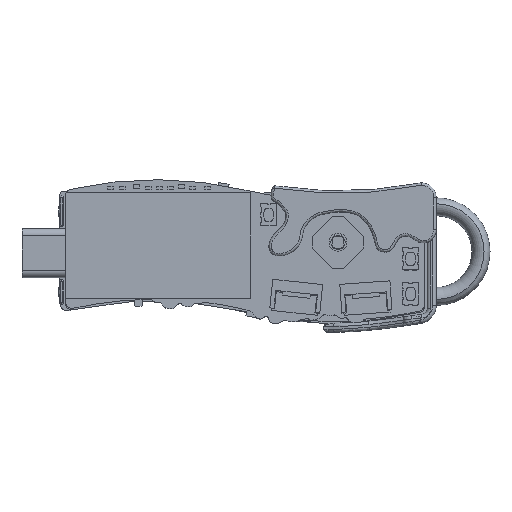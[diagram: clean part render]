
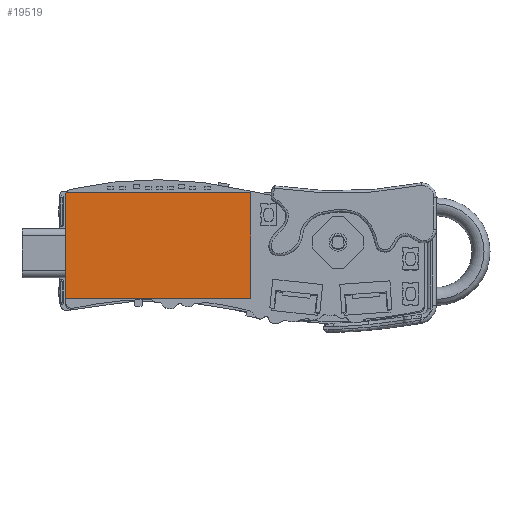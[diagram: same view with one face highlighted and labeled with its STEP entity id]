
A CAD part, top view. The second image highlights one B-rep face of the part: STEP entity #19519.
In plain terms, the highlighted planar face has unit normal (0, 0, 1).
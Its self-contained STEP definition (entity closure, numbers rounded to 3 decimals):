
#912=CIRCLE('',#20958,1.001);
#1979=FACE_OUTER_BOUND('',#3208,.T.);
#3208=EDGE_LOOP('',(#17191,#17192,#17193,#17194,#17195));
#5423=LINE('',#31342,#7608);
#5425=LINE('',#31346,#7610);
#5427=LINE('',#31350,#7612);
#5429=LINE('',#31354,#7614);
#7608=VECTOR('',#25847,10.);
#7610=VECTOR('',#25851,10.);
#7612=VECTOR('',#25855,10.);
#7614=VECTOR('',#25859,10.);
#9330=VERTEX_POINT('',#31339);
#9331=VERTEX_POINT('',#31341);
#9332=VERTEX_POINT('',#31345);
#9333=VERTEX_POINT('',#31349);
#9334=VERTEX_POINT('',#31353);
#11967=EDGE_CURVE('',#9331,#9330,#5423,.T.);
#11969=EDGE_CURVE('',#9332,#9331,#5425,.T.);
#11971=EDGE_CURVE('',#9333,#9332,#5427,.T.);
#11973=EDGE_CURVE('',#9334,#9333,#5429,.T.);
#11975=EDGE_CURVE('',#9330,#9334,#912,.T.);
#17191=ORIENTED_EDGE('',*,*,#11975,.T.);
#17192=ORIENTED_EDGE('',*,*,#11973,.T.);
#17193=ORIENTED_EDGE('',*,*,#11971,.T.);
#17194=ORIENTED_EDGE('',*,*,#11969,.T.);
#17195=ORIENTED_EDGE('',*,*,#11967,.T.);
#18550=PLANE('',#20959);
#19519=ADVANCED_FACE('',(#1979),#18550,.T.);
#20958=AXIS2_PLACEMENT_3D('',#31357,#25863,#25864);
#20959=AXIS2_PLACEMENT_3D('',#31358,#25865,#25866);
#25847=DIRECTION('',(-1.,0.,0.));
#25851=DIRECTION('',(0.,1.,0.));
#25855=DIRECTION('',(1.,0.,0.));
#25859=DIRECTION('',(0.,-1.,0.));
#25863=DIRECTION('center_axis',(0.,0.,1.));
#25864=DIRECTION('ref_axis',(-0.221,0.975,0.));
#25865=DIRECTION('center_axis',(0.,0.,1.));
#25866=DIRECTION('ref_axis',(-1.,0.,0.));
#31339=CARTESIAN_POINT('',(-29.911,9.85,9.5));
#31341=CARTESIAN_POINT('',(1.,9.85,9.5));
#31342=CARTESIAN_POINT('',(-30.,9.85,9.5));
#31345=CARTESIAN_POINT('',(1.,-7.85,9.5));
#31346=CARTESIAN_POINT('',(1.,9.85,9.5));
#31349=CARTESIAN_POINT('',(-30.,-7.85,9.5));
#31350=CARTESIAN_POINT('',(1.,-7.85,9.5));
#31353=CARTESIAN_POINT('',(-30.,9.437,9.5));
#31354=CARTESIAN_POINT('',(-30.,9.437,9.5));
#31357=CARTESIAN_POINT('Origin',(-29.,9.436,9.5));
#31358=CARTESIAN_POINT('Origin',(-0.468,0.275,9.5));
